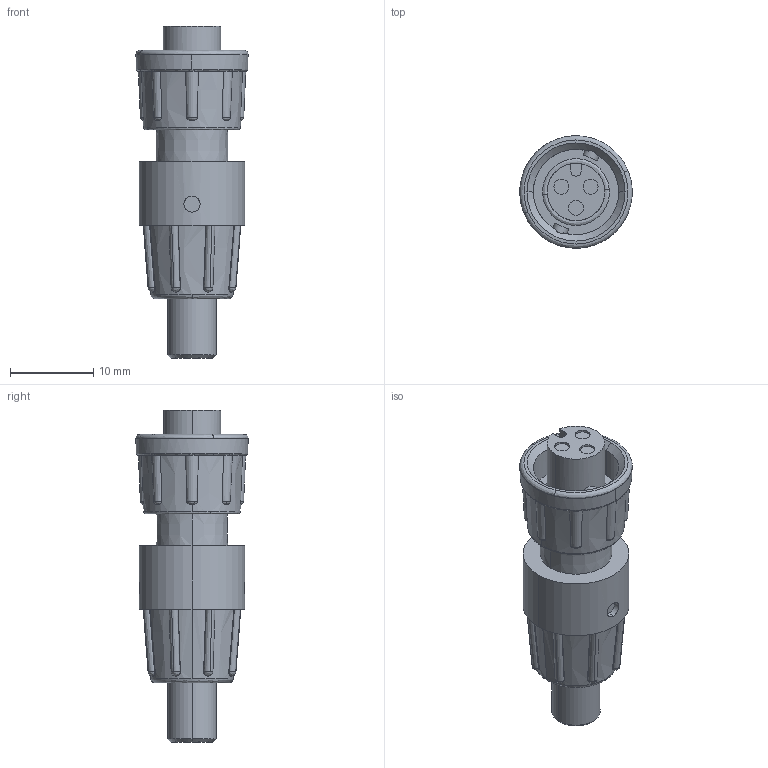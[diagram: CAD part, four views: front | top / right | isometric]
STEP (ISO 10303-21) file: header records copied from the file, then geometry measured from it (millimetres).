
FILE_DESCRIPTION (( 'STEP AP203' ), '1' );
FILE_NAME ('16282-3SG-318.STEP', '2013-05-31T21:32:11', ( 'J0FPBF1' ), ( '' ), 'SwSTEP 2.0', 'SolidWorks 2012', '' );
FILE_SCHEMA (( 'CONFIG_CONTROL_DESIGN' ));
Length unit declared in the file: inch
Products named in the file (1): 16282-3SG-318
Bounding box: 13.5 x 13.51 x 39.88 mm (x, y, z)
Volume: 3105.4 mm3; surface area: 2057.1 mm2
Topology: 1 solids, 1 shells, 173 faces, 444 edges, 285 vertices
Faces by surface type: bspline 63, plane 55, cylinder 32, cone 23
Entity records: 7015 total; most frequent: CARTESIAN_POINT 3152, ORIENTED_EDGE 888, DIRECTION 690, EDGE_CURVE 444, AXIS2_PLACEMENT_3D 291, VERTEX_POINT 285, EDGE_LOOP 185, CIRCLE 180
